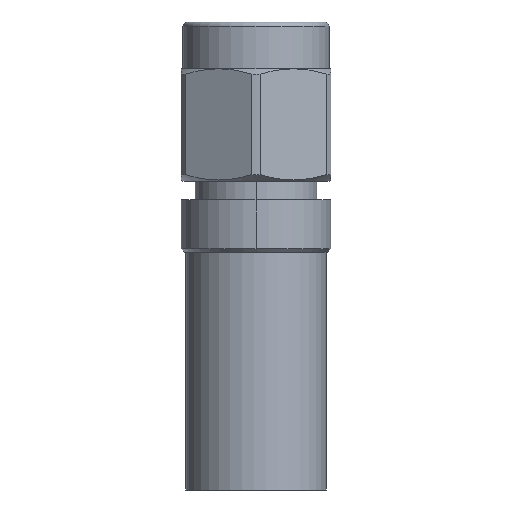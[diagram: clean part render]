
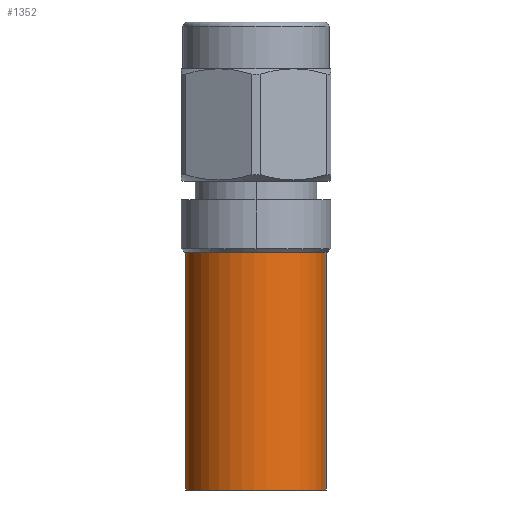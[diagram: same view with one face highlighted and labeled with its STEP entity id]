
A CAD part, front view. The second image highlights one B-rep face of the part: STEP entity #1352.
In plain terms, the highlighted cylindrical face has radius 3.75 mm (diameter 7.5 mm), a partial arc.
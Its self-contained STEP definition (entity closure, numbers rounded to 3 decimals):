
#160 = DIRECTION ( 'NONE',  ( 0.98, -0.2, 0. ) ) ;
#220 = VECTOR ( 'NONE', #1913, 1000. ) ;
#234 = ORIENTED_EDGE ( 'NONE', *, *, #2444, .F. ) ;
#358 = VERTEX_POINT ( 'NONE', #1115 ) ;
#449 = AXIS2_PLACEMENT_3D ( 'NONE', #2015, #563, #160 ) ;
#455 = CARTESIAN_POINT ( 'NONE',  ( -3.674, 0.751, 7.5 ) ) ;
#529 = CARTESIAN_POINT ( 'NONE',  ( 3.674, -0.751, 7.5 ) ) ;
#563 = DIRECTION ( 'NONE',  ( 0., 0., 1. ) ) ;
#595 = DIRECTION ( 'NONE',  ( 0.98, -0.2, 0. ) ) ;
#636 = CARTESIAN_POINT ( 'NONE',  ( 3.674, -0.751, 7.5 ) ) ;
#643 = DIRECTION ( 'NONE',  ( 0., 0., -1. ) ) ;
#777 = EDGE_CURVE ( 'NONE', #358, #870, #922, .T. ) ;
#848 = CARTESIAN_POINT ( 'NONE',  ( 3.674, -0.751, -5.2 ) ) ;
#870 = VERTEX_POINT ( 'NONE', #1600 ) ;
#922 = LINE ( 'NONE', #455, #220 ) ;
#1020 = EDGE_LOOP ( 'NONE', ( #1916, #234, #1436, #2479 ) ) ;
#1115 = CARTESIAN_POINT ( 'NONE',  ( -3.674, 0.751, 7.5 ) ) ;
#1218 = AXIS2_PLACEMENT_3D ( 'NONE', #1276, #643, #1645 ) ;
#1276 = CARTESIAN_POINT ( 'NONE',  ( 0., 0., 7.5 ) ) ;
#1280 = DIRECTION ( 'NONE',  ( 0., 0., -1. ) ) ;
#1293 = LINE ( 'NONE', #636, #2177 ) ;
#1352 = ADVANCED_FACE ( 'NONE', ( #2098 ), #2496, .T. ) ;
#1436 = ORIENTED_EDGE ( 'NONE', *, *, #777, .T. ) ;
#1587 = CARTESIAN_POINT ( 'NONE',  ( 0., 0., 7.5 ) ) ;
#1600 = CARTESIAN_POINT ( 'NONE',  ( -3.674, 0.751, -5.2 ) ) ;
#1645 = DIRECTION ( 'NONE',  ( -0.98, 0.2, 0. ) ) ;
#1837 = EDGE_CURVE ( 'NONE', #870, #1865, #1873, .T. ) ;
#1865 = VERTEX_POINT ( 'NONE', #848 ) ;
#1873 = CIRCLE ( 'NONE', #449, 3.75 ) ;
#1913 = DIRECTION ( 'NONE',  ( 0., 0., -1. ) ) ;
#1916 = ORIENTED_EDGE ( 'NONE', *, *, #2219, .F. ) ;
#2015 = CARTESIAN_POINT ( 'NONE',  ( 0., 0., -5.2 ) ) ;
#2098 = FACE_OUTER_BOUND ( 'NONE', #1020, .T. ) ;
#2177 = VECTOR ( 'NONE', #1280, 1000. ) ;
#2217 = CIRCLE ( 'NONE', #2559, 3.75 ) ;
#2219 = EDGE_CURVE ( 'NONE', #2380, #1865, #1293, .T. ) ;
#2380 = VERTEX_POINT ( 'NONE', #529 ) ;
#2410 = DIRECTION ( 'NONE',  ( 0., 0., 1. ) ) ;
#2444 = EDGE_CURVE ( 'NONE', #358, #2380, #2217, .T. ) ;
#2479 = ORIENTED_EDGE ( 'NONE', *, *, #1837, .T. ) ;
#2496 = CYLINDRICAL_SURFACE ( 'NONE', #1218, 3.75 ) ;
#2559 = AXIS2_PLACEMENT_3D ( 'NONE', #1587, #2410, #595 ) ;
